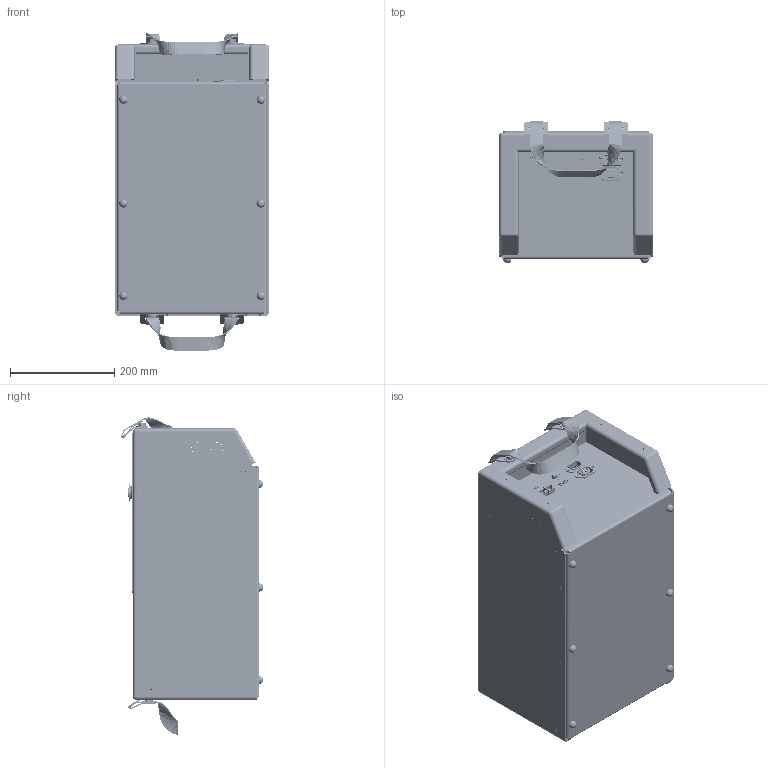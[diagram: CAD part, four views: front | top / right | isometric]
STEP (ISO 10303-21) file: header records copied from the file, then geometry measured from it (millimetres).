
FILE_DESCRIPTION (( 'STEP AP214' ), '1' );
FILE_NAME ('3DCAD-8Z-STD-STEP_RevA.STEP', '2022-12-08T17:52:53', ( '' ), ( '' ), 'SwSTEP 2.0', 'SolidWorks 2021', '' );
FILE_SCHEMA (( 'AUTOMOTIVE_DESIGN' ));
Length unit declared in the file: inch
Products named in the file (1): 3DCAD-8Z-STD-STEP_RevA
Bounding box: 295.4 x 272.72 x 608.58 mm (x, y, z)
Volume: 2725935.9 mm3; surface area: 1857871.8 mm2
Topology: 203 solids, 203 shells, 8308 faces, 23330 edges, 16131 vertices
Faces by surface type: plane 4181, cylinder 2280, bspline 925, cone 755, torus 137, sphere 30
Entity records: 402206 total; most frequent: CARTESIAN_POINT 158753, ORIENTED_EDGE 46462, DIRECTION 38733, EDGE_CURVE 23231, VERTEX_POINT 16116, LINE 13901, VECTOR 13901, AXIS2_PLACEMENT_3D 12416
